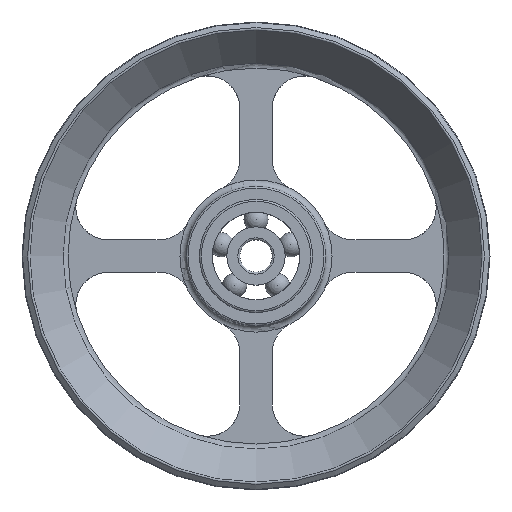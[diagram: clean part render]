
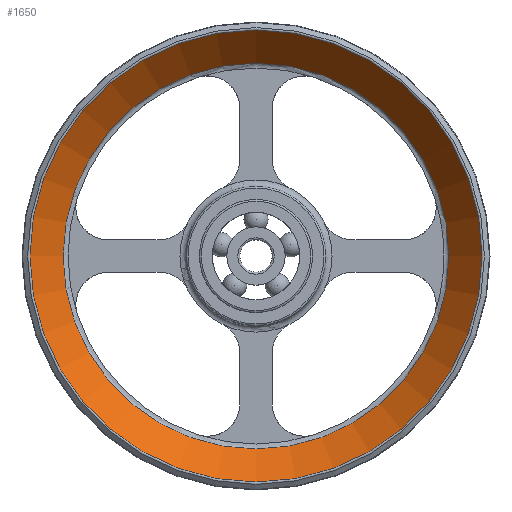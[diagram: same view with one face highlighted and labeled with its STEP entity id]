
A CAD part, top view. The second image highlights one B-rep face of the part: STEP entity #1650.
In plain terms, the highlighted conical face has half-angle 39 degrees and reference radius 64.74 mm.
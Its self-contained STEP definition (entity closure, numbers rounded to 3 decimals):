
#36=CONICAL_SURFACE('',#1889,64.74,0.681);
#202=FACE_OUTER_BOUND('',#295,.T.);
#295=EDGE_LOOP('',(#1318,#1319,#1320,#1321));
#401=LINE('',#2868,#464);
#464=VECTOR('',#2319,64.74);
#558=CIRCLE('',#1888,59.626);
#559=CIRCLE('',#1890,69.854);
#709=VERTEX_POINT('',#2863);
#710=VERTEX_POINT('',#2867);
#930=EDGE_CURVE('',#709,#709,#558,.T.);
#931=EDGE_CURVE('',#709,#710,#401,.T.);
#932=EDGE_CURVE('',#710,#710,#559,.T.);
#1318=ORIENTED_EDGE('',*,*,#930,.T.);
#1319=ORIENTED_EDGE('',*,*,#931,.T.);
#1320=ORIENTED_EDGE('',*,*,#932,.F.);
#1321=ORIENTED_EDGE('',*,*,#931,.F.);
#1650=ADVANCED_FACE('',(#202),#36,.F.);
#1888=AXIS2_PLACEMENT_3D('',#2865,#2315,#2316);
#1889=AXIS2_PLACEMENT_3D('',#2866,#2317,#2318);
#1890=AXIS2_PLACEMENT_3D('',#2869,#2320,#2321);
#2315=DIRECTION('center_axis',(0.,0.,-1.));
#2316=DIRECTION('ref_axis',(1.,0.,0.));
#2317=DIRECTION('center_axis',(0.,0.,1.));
#2318=DIRECTION('ref_axis',(-1.,0.,0.));
#2319=DIRECTION('',(0.629,0.,0.777));
#2320=DIRECTION('center_axis',(0.,0.,-1.));
#2321=DIRECTION('ref_axis',(1.,0.,0.));
#2863=CARTESIAN_POINT('',(59.626,0.,2.241));
#2865=CARTESIAN_POINT('Origin',(0.,0.,2.241));
#2866=CARTESIAN_POINT('Origin',(0.,0.,8.556));
#2867=CARTESIAN_POINT('',(69.854,0.,14.871));
#2868=CARTESIAN_POINT('',(64.74,0.,8.556));
#2869=CARTESIAN_POINT('Origin',(0.,0.,14.871));
